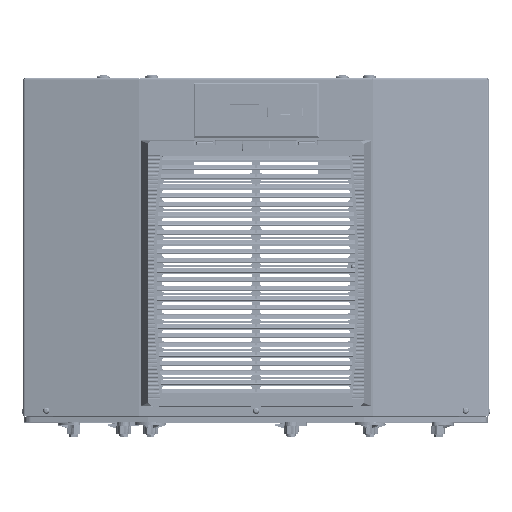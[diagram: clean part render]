
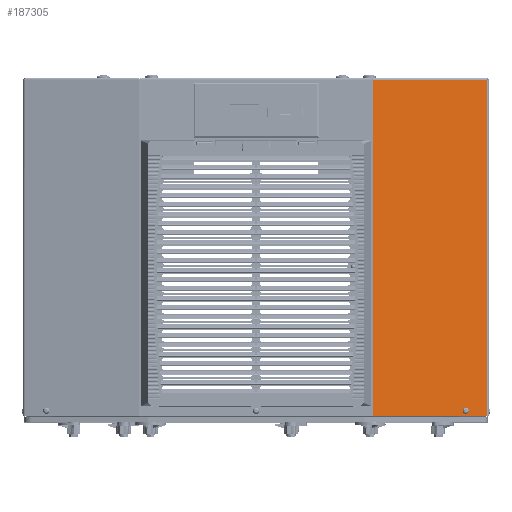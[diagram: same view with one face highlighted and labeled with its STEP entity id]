
A CAD part, top view. The second image highlights one B-rep face of the part: STEP entity #187305.
In plain terms, the highlighted planar face has unit normal (0.174, 0, 0.985).
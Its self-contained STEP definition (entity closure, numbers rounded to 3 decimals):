
#7597 = EDGE_CURVE ( 'NONE', #17409, #179056, #34931, .T. ) ;
#7975 = VECTOR ( 'NONE', #80755, 39.37 ) ;
#10553 = LINE ( 'NONE', #255787, #148583 ) ;
#17409 = VERTEX_POINT ( 'NONE', #25995 ) ;
#17525 = ORIENTED_EDGE ( 'NONE', *, *, #7597, .F. ) ;
#25995 = CARTESIAN_POINT ( 'NONE',  ( 10.494, 0.331, 8.896 ) ) ;
#26101 = EDGE_CURVE ( 'NONE', #99341, #83473, #118187, .T. ) ;
#30135 = VECTOR ( 'NONE', #283810, 39.37 ) ;
#32428 = CARTESIAN_POINT ( 'NONE',  ( 5.914, 0.055, 9.703 ) ) ;
#34931 = CIRCLE ( 'NONE', #239759, 0.108 ) ;
#35247 = ORIENTED_EDGE ( 'NONE', *, *, #140940, .T. ) ;
#41331 = DIRECTION ( 'NONE',  ( -0.985, 0., 0.174 ) ) ;
#42098 = CARTESIAN_POINT ( 'NONE',  ( 10.601, 0.331, 8.877 ) ) ;
#42656 = DIRECTION ( 'NONE',  ( 0.985, 0., -0.174 ) ) ;
#47392 = CARTESIAN_POINT ( 'NONE',  ( 5.906, 17.067, 9.705 ) ) ;
#48427 = DIRECTION ( 'NONE',  ( 0.174, 0., 0.985 ) ) ;
#51886 = EDGE_CURVE ( 'NONE', #179056, #17409, #239137, .T. ) ;
#61462 = LINE ( 'NONE', #276310, #7975 ) ;
#66717 = EDGE_LOOP ( 'NONE', ( #256999, #17525 ) ) ;
#66895 = CARTESIAN_POINT ( 'NONE',  ( 11.675, 0.055, 8.687 ) ) ;
#74383 = VERTEX_POINT ( 'NONE', #203427 ) ;
#77712 = VERTEX_POINT ( 'NONE', #32428 ) ;
#79448 = EDGE_LOOP ( 'NONE', ( #35247, #150151, #262480, #193379, #311036 ) ) ;
#80755 = DIRECTION ( 'NONE',  ( 0., -1., 0. ) ) ;
#82659 = DIRECTION ( 'NONE',  ( -0.174, 0., -0.985 ) ) ;
#83473 = VERTEX_POINT ( 'NONE', #152791 ) ;
#84258 = PLANE ( 'NONE',  #251130 ) ;
#85849 = FACE_BOUND ( 'NONE', #66717, .T. ) ;
#99341 = VERTEX_POINT ( 'NONE', #114362 ) ;
#100223 = EDGE_CURVE ( 'NONE', #74383, #83473, #194842, .T. ) ;
#110741 = VECTOR ( 'NONE', #42656, 39.37 ) ;
#114252 = DIRECTION ( 'NONE',  ( 0.985, 0., -0.174 ) ) ;
#114362 = CARTESIAN_POINT ( 'NONE',  ( 11.675, 17.067, 8.687 ) ) ;
#118187 = LINE ( 'NONE', #139086, #289467 ) ;
#135174 = CARTESIAN_POINT ( 'NONE',  ( 10.601, 0.331, 8.877 ) ) ;
#139086 = CARTESIAN_POINT ( 'NONE',  ( 11.682, 17.067, 8.686 ) ) ;
#140940 = EDGE_CURVE ( 'NONE', #74383, #77712, #230981, .T. ) ;
#146216 = DIRECTION ( 'NONE',  ( 0.985, 0., -0.174 ) ) ;
#148583 = VECTOR ( 'NONE', #185166, 39.37 ) ;
#150151 = ORIENTED_EDGE ( 'NONE', *, *, #155606, .T. ) ;
#152791 = CARTESIAN_POINT ( 'NONE',  ( 5.93, 17.067, 9.7 ) ) ;
#155606 = EDGE_CURVE ( 'NONE', #77712, #198155, #10553, .T. ) ;
#179056 = VERTEX_POINT ( 'NONE', #244672 ) ;
#185166 = DIRECTION ( 'NONE',  ( 0.985, 0., -0.174 ) ) ;
#187305 = ADVANCED_FACE ( 'NONE', ( #85849, #303865 ), #84258, .F. ) ;
#189144 = CARTESIAN_POINT ( 'NONE',  ( 5.914, 17.067, 9.703 ) ) ;
#193379 = ORIENTED_EDGE ( 'NONE', *, *, #26101, .T. ) ;
#194842 = LINE ( 'NONE', #47392, #110741 ) ;
#198155 = VERTEX_POINT ( 'NONE', #66895 ) ;
#203427 = CARTESIAN_POINT ( 'NONE',  ( 5.914, 17.067, 9.703 ) ) ;
#230981 = LINE ( 'NONE', #189144, #30135 ) ;
#239137 = CIRCLE ( 'NONE', #305956, 0.108 ) ;
#239759 = AXIS2_PLACEMENT_3D ( 'NONE', #135174, #309854, #114252 ) ;
#244672 = CARTESIAN_POINT ( 'NONE',  ( 10.707, 0.331, 8.858 ) ) ;
#251130 = AXIS2_PLACEMENT_3D ( 'NONE', #279821, #82659, #305466 ) ;
#255787 = CARTESIAN_POINT ( 'NONE',  ( 5.906, 0.055, 9.705 ) ) ;
#256999 = ORIENTED_EDGE ( 'NONE', *, *, #51886, .F. ) ;
#262480 = ORIENTED_EDGE ( 'NONE', *, *, #284689, .F. ) ;
#276310 = CARTESIAN_POINT ( 'NONE',  ( 11.675, 17.067, 8.687 ) ) ;
#279821 = CARTESIAN_POINT ( 'NONE',  ( 5.906, 17.067, 9.705 ) ) ;
#283810 = DIRECTION ( 'NONE',  ( 0., -1., 0. ) ) ;
#284689 = EDGE_CURVE ( 'NONE', #99341, #198155, #61462, .T. ) ;
#289467 = VECTOR ( 'NONE', #41331, 39.37 ) ;
#303865 = FACE_OUTER_BOUND ( 'NONE', #79448, .T. ) ;
#305466 = DIRECTION ( 'NONE',  ( -0.985, 0., 0.174 ) ) ;
#305956 = AXIS2_PLACEMENT_3D ( 'NONE', #42098, #48427, #146216 ) ;
#309854 = DIRECTION ( 'NONE',  ( 0.174, 0., 0.985 ) ) ;
#311036 = ORIENTED_EDGE ( 'NONE', *, *, #100223, .F. ) ;
